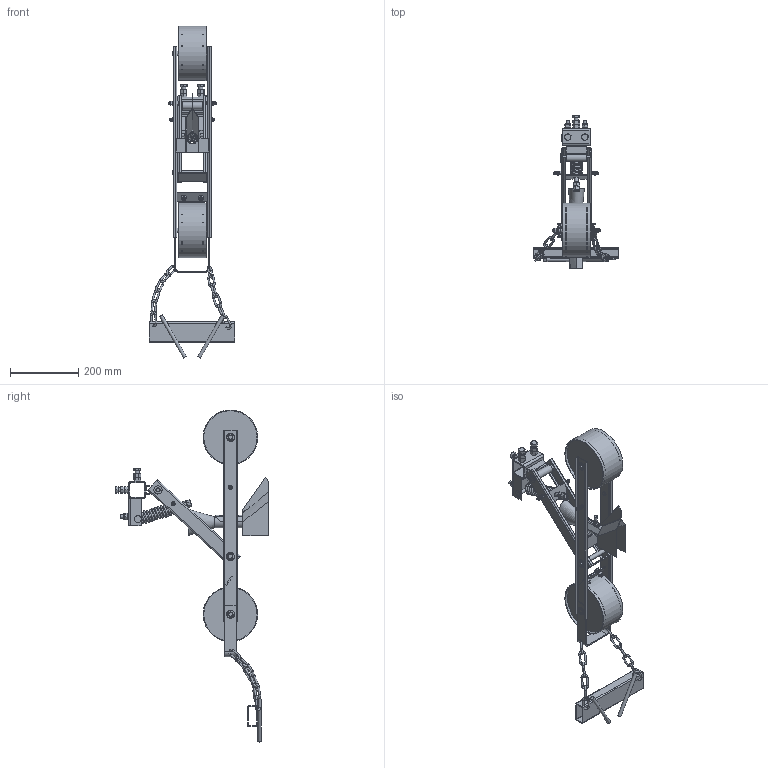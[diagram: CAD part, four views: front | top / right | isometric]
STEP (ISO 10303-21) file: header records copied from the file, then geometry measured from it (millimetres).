
FILE_DESCRIPTION((' '),'2;1');
FILE_NAME( 'STV4___ _____ ______.stp', '2018-03- 2T20:07:31', (' '), ('--- Datakit www.datakit.com---'), ' Datakit CrossCadWare V2017.1 Dec 27 2016', 'DATAKIT 2018 (c)', ' ');
FILE_SCHEMA(('AP203_CONFIGURATION_CONTROLLED_3D_DESIGN_OF_MECHANICAL_PARTS_AND_ASSEMBLIES_MIM_LF { 1 0 10303 403 2 1 2}'));
Length unit declared in the file: millimetre
Products named in the file (26): STV4СТВ деталь шасси №1; STV4СТВ деталь шасси №2; STV4СТВ деталь шасси №3; STV4СТВ Вал шасси; STV4СТВ колесо; STV4СТВ резиновая заглушка; STV4plain washer normal grade c_iso; STV4lock washer for shafts_din; STV4hex nut gradec_iso; STV4hex screw gradec_iso; STV4torque nut 01_iso; STV4torque nut 01_iso--1; STV4hex screw gradec_iso--1; STV4plain washer normal grade c_iso--1; STV4hex nut gradec_iso--1; STV4hex screw gradec_iso--2; STV4hex nut gradec_iso--2; STV4plain washer normal grade c_iso--2; STV4СТВ шасси пружина; STV4СТВ Звено цепи шасси; STV4СТВ шасси Загортач деталь2; STV4СТВ шасси Загортач деталь1; STV4СТВ Звено цепи загортача; STV4СТВ сошник; STV4wing nut 01_din; STV4СТВ Шасси сборка
Assembly tree (88 placements, depth 2):
  STV4СТВ Шасси сборка
    STV4СТВ деталь шасси №1
    STV4СТВ деталь шасси №2
    STV4СТВ деталь шасси №3
    STV4СТВ Вал шасси  x3
    STV4СТВ колесо  x2
    STV4СТВ резиновая заглушка  x2
    STV4plain washer normal grade c_iso  x3
    STV4lock washer for shafts_din  x3
    STV4hex nut gradec_iso  x8
    STV4hex screw gradec_iso  x3
    STV4torque nut 01_iso  x4
    STV4torque nut 01_iso--1  x2
    STV4hex screw gradec_iso--1  x4
    STV4plain washer normal grade c_iso--1  x4
    STV4hex nut gradec_iso--1  x4
    STV4hex screw gradec_iso--2  x2
    STV4hex nut gradec_iso--2  x2
    STV4plain washer normal grade c_iso--2  x2
    STV4СТВ шасси пружина
    STV4СТВ Звено цепи шасси  x20
    STV4СТВ шасси Загортач деталь2
    STV4СТВ шасси Загортач деталь1
    STV4СТВ Звено цепи загортача  x12
    STV4СТВ сошник
    STV4wing nut 01_din
Bounding box: 250 x 448.95 x 971.72 mm (x, y, z)
Volume: 1069868.5 mm3; surface area: 954281.1 mm2
Topology: 89 solids, 90 shells, 1198 faces, 2636 edges, 1627 vertices
Faces by surface type: plane 516, cone 342, cylinder 276, torus 34, bspline 28, offset 2
Full cylindrical faces by diameter (mm): 5 x32, 6 x16, 6.6 x4, 6.8 x3, 7.143 x4, 8 x13, 8.5 x2, 9 x2, 10 x11, 10.2 x8, 11.714 x2, 12 x39, 13.5 x3, 14 x1, 15 x4, 16 x6, 18 x1, 20 x4, 22 x1, 24 x10, 28 x1, 32 x1, 35 x1, 156 x6, 160 x2
Entity records: 25895 total; most frequent: CARTESIAN_POINT 12076, DIRECTION 2886, ORIENTED_EDGE 2374, EDGE_CURVE 1187, AXIS2_PLACEMENT_3D 1174, VERTEX_POINT 814, EDGE_LOOP 793, FACE_OUTER_BOUND 584
